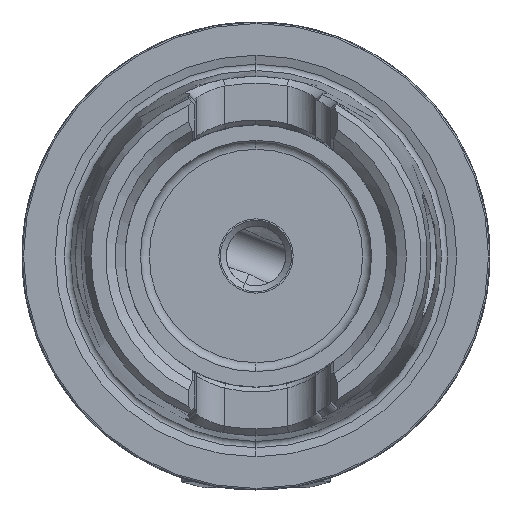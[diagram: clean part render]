
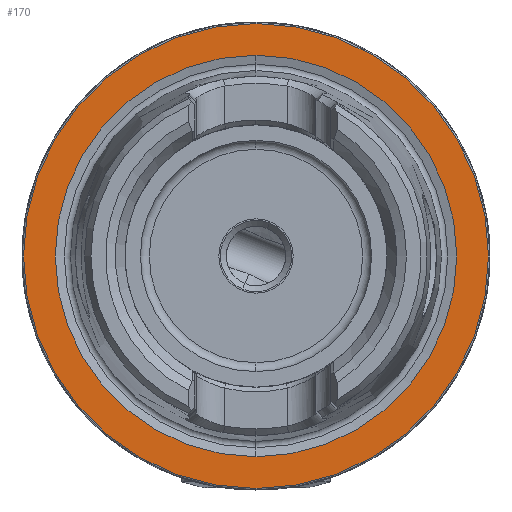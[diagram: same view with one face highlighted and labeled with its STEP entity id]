
A CAD part, left-side view. The second image highlights one B-rep face of the part: STEP entity #170.
In plain terms, the highlighted planar face has unit normal (-1, 0, 0).
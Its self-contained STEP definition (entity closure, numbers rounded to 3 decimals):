
#153 = AXIS2_PLACEMENT_3D ( 'NONE', #6170, #19992, #8162 ) ;
#170 = ADVANCED_FACE ( 'NONE', ( #5651, #10888 ), #9377, .F. ) ;
#1025 = DIRECTION ( 'NONE',  ( 0., 0., -1. ) ) ;
#1381 = DIRECTION ( 'NONE',  ( 0., 0., 1. ) ) ;
#1455 = DIRECTION ( 'NONE',  ( -1., 0., 0. ) ) ;
#1460 = DIRECTION ( 'NONE',  ( 0., 0., 1. ) ) ;
#2059 = ORIENTED_EDGE ( 'NONE', *, *, #10626, .F. ) ;
#2876 = EDGE_LOOP ( 'NONE', ( #2059, #24556 ) ) ;
#2916 = VERTEX_POINT ( 'NONE', #21153 ) ;
#3117 = VERTEX_POINT ( 'NONE', #9837 ) ;
#3424 = CARTESIAN_POINT ( 'NONE',  ( 0., 0., 0. ) ) ;
#3733 = AXIS2_PLACEMENT_3D ( 'NONE', #25003, #13189, #1381 ) ;
#5642 = EDGE_CURVE ( 'NONE', #3117, #7240, #17792, .T. ) ;
#5651 = FACE_BOUND ( 'NONE', #2876, .T. ) ;
#6170 = CARTESIAN_POINT ( 'NONE',  ( 0., 0., 0. ) ) ;
#7240 = VERTEX_POINT ( 'NONE', #14609 ) ;
#8162 = DIRECTION ( 'NONE',  ( 0., 0., 1. ) ) ;
#9377 = PLANE ( 'NONE',  #18116 ) ;
#9837 = CARTESIAN_POINT ( 'NONE',  ( 0., 0., 31.275 ) ) ;
#10626 = EDGE_CURVE ( 'NONE', #19029, #2916, #12581, .T. ) ;
#10631 = AXIS2_PLACEMENT_3D ( 'NONE', #25085, #13264, #1460 ) ;
#10888 = FACE_OUTER_BOUND ( 'NONE', #19212, .T. ) ;
#11421 = ORIENTED_EDGE ( 'NONE', *, *, #12056, .T. ) ;
#11920 = AXIS2_PLACEMENT_3D ( 'NONE', #3424, #1455, #15251 ) ;
#12056 = EDGE_CURVE ( 'NONE', #7240, #3117, #24245, .T. ) ;
#12581 = CIRCLE ( 'NONE', #10631, 27. ) ;
#13189 = DIRECTION ( 'NONE',  ( -1., 0., 0. ) ) ;
#13264 = DIRECTION ( 'NONE',  ( -1., 0., 0. ) ) ;
#14073 = ORIENTED_EDGE ( 'NONE', *, *, #5642, .T. ) ;
#14609 = CARTESIAN_POINT ( 'NONE',  ( 0., 0., -31.275 ) ) ;
#15170 = CIRCLE ( 'NONE', #153, 27. ) ;
#15251 = DIRECTION ( 'NONE',  ( 0., 0., 1. ) ) ;
#15380 = EDGE_CURVE ( 'NONE', #2916, #19029, #15170, .T. ) ;
#17792 = CIRCLE ( 'NONE', #11920, 31.275 ) ;
#18116 = AXIS2_PLACEMENT_3D ( 'NONE', #21116, #18546, #1025 ) ;
#18546 = DIRECTION ( 'NONE',  ( 1., 0., 0. ) ) ;
#19029 = VERTEX_POINT ( 'NONE', #19645 ) ;
#19212 = EDGE_LOOP ( 'NONE', ( #14073, #11421 ) ) ;
#19645 = CARTESIAN_POINT ( 'NONE',  ( 0., 0., 27. ) ) ;
#19992 = DIRECTION ( 'NONE',  ( -1., 0., 0. ) ) ;
#21116 = CARTESIAN_POINT ( 'NONE',  ( 0., 31.275, 0. ) ) ;
#21153 = CARTESIAN_POINT ( 'NONE',  ( 0., 0., -27. ) ) ;
#24245 = CIRCLE ( 'NONE', #3733, 31.275 ) ;
#24556 = ORIENTED_EDGE ( 'NONE', *, *, #15380, .F. ) ;
#25003 = CARTESIAN_POINT ( 'NONE',  ( 0., 0., 0. ) ) ;
#25085 = CARTESIAN_POINT ( 'NONE',  ( 0., 0., 0. ) ) ;
